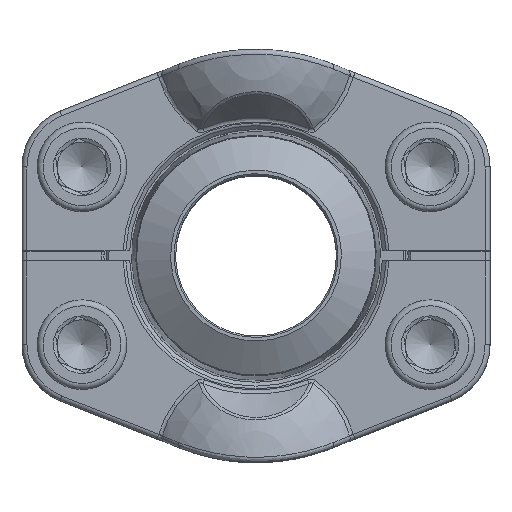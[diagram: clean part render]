
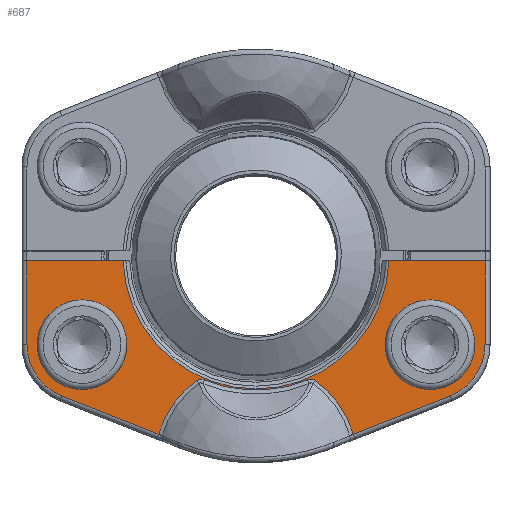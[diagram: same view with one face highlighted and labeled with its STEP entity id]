
A CAD part, top view. The second image highlights one B-rep face of the part: STEP entity #687.
In plain terms, the highlighted planar face has unit normal (0, 0, 1).
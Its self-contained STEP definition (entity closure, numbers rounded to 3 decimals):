
#378=B_SPLINE_CURVE_WITH_KNOTS('',3,(#4901,#4902,#4903,#4904,#4905,#4906,
#4907,#4908,#4909,#4910,#4911,#4912,#4913),.UNSPECIFIED.,.F.,.F.,(4,3,3,
3,4),(0.,0.075,0.386,0.693,1.),
 .UNSPECIFIED.);
#379=B_SPLINE_CURVE_WITH_KNOTS('',3,(#4917,#4918,#4919,#4920,#4921,#4922,
#4923,#4924,#4925,#4926),.UNSPECIFIED.,.F.,.F.,(4,3,3,4),(0.,0.278,
0.641,1.),.UNSPECIFIED.);
#452=FACE_BOUND('',#1106,.T.);
#453=FACE_BOUND('',#1107,.T.);
#454=FACE_BOUND('',#1108,.T.);
#637=PLANE('',#3376);
#687=ADVANCED_FACE('',(#452,#453,#454),#637,.F.);
#1106=EDGE_LOOP('',(#1678));
#1107=EDGE_LOOP('',(#1679));
#1108=EDGE_LOOP('',(#1680,#1681,#1682,#1683,#1684,#1685,#1686,#1687,#1688,
#1689,#1690,#1691,#1692,#1693));
#1425=CIRCLE('',#3368,7.6);
#1426=CIRCLE('',#3369,7.6);
#1427=CIRCLE('',#3370,11.05);
#1428=CIRCLE('',#3371,20.329);
#1429=CIRCLE('',#3372,26.957);
#1430=CIRCLE('',#3373,20.329);
#1431=CIRCLE('',#3374,11.05);
#1432=CIRCLE('',#3375,26.731);
#1678=ORIENTED_EDGE('',*,*,#2775,.T.);
#1679=ORIENTED_EDGE('',*,*,#2776,.T.);
#1680=ORIENTED_EDGE('',*,*,#2777,.F.);
#1681=ORIENTED_EDGE('',*,*,#2778,.T.);
#1682=ORIENTED_EDGE('',*,*,#2779,.T.);
#1683=ORIENTED_EDGE('',*,*,#2780,.T.);
#1684=ORIENTED_EDGE('',*,*,#2781,.F.);
#1685=ORIENTED_EDGE('',*,*,#2782,.F.);
#1686=ORIENTED_EDGE('',*,*,#2783,.T.);
#1687=ORIENTED_EDGE('',*,*,#2784,.F.);
#1688=ORIENTED_EDGE('',*,*,#2785,.F.);
#1689=ORIENTED_EDGE('',*,*,#2786,.T.);
#1690=ORIENTED_EDGE('',*,*,#2787,.T.);
#1691=ORIENTED_EDGE('',*,*,#2788,.T.);
#1692=ORIENTED_EDGE('',*,*,#2789,.F.);
#1693=ORIENTED_EDGE('',*,*,#2790,.T.);
#2500=VERTEX_POINT('',#4887);
#2501=VERTEX_POINT('',#4889);
#2502=VERTEX_POINT('',#4891);
#2503=VERTEX_POINT('',#4892);
#2504=VERTEX_POINT('',#4894);
#2505=VERTEX_POINT('',#4896);
#2506=VERTEX_POINT('',#4898);
#2507=VERTEX_POINT('',#4900);
#2508=VERTEX_POINT('',#4914);
#2509=VERTEX_POINT('',#4916);
#2510=VERTEX_POINT('',#4927);
#2511=VERTEX_POINT('',#4929);
#2512=VERTEX_POINT('',#4931);
#2513=VERTEX_POINT('',#4933);
#2514=VERTEX_POINT('',#4935);
#2515=VERTEX_POINT('',#4937);
#2775=EDGE_CURVE('',#2500,#2500,#1425,.T.);
#2776=EDGE_CURVE('',#2501,#2501,#1426,.T.);
#2777=EDGE_CURVE('',#2502,#2503,#3184,.T.);
#2778=EDGE_CURVE('',#2502,#2504,#3185,.T.);
#2779=EDGE_CURVE('',#2504,#2505,#1427,.T.);
#2780=EDGE_CURVE('',#2505,#2506,#3186,.T.);
#2781=EDGE_CURVE('',#2507,#2506,#1428,.T.);
#2782=EDGE_CURVE('',#2508,#2507,#378,.T.);
#2783=EDGE_CURVE('',#2508,#2509,#1429,.T.);
#2784=EDGE_CURVE('',#2510,#2509,#379,.T.);
#2785=EDGE_CURVE('',#2511,#2510,#1430,.T.);
#2786=EDGE_CURVE('',#2511,#2512,#3187,.T.);
#2787=EDGE_CURVE('',#2512,#2513,#1431,.T.);
#2788=EDGE_CURVE('',#2513,#2514,#3188,.T.);
#2789=EDGE_CURVE('',#2515,#2514,#3189,.T.);
#2790=EDGE_CURVE('',#2515,#2503,#1432,.T.);
#3184=LINE('',#4890,#3278);
#3185=LINE('',#4893,#3279);
#3186=LINE('',#4897,#3280);
#3187=LINE('',#4930,#3281);
#3188=LINE('',#4934,#3282);
#3189=LINE('',#4936,#3283);
#3278=VECTOR('',#3855,1.);
#3279=VECTOR('',#3856,1.);
#3280=VECTOR('',#3859,1.);
#3281=VECTOR('',#3866,1.);
#3282=VECTOR('',#3869,1.);
#3283=VECTOR('',#3870,1.);
#3368=AXIS2_PLACEMENT_3D('',#4886,#3851,#3852);
#3369=AXIS2_PLACEMENT_3D('',#4888,#3853,#3854);
#3370=AXIS2_PLACEMENT_3D('',#4895,#3857,#3858);
#3371=AXIS2_PLACEMENT_3D('',#4899,#3860,#3861);
#3372=AXIS2_PLACEMENT_3D('',#4915,#3862,#3863);
#3373=AXIS2_PLACEMENT_3D('',#4928,#3864,#3865);
#3374=AXIS2_PLACEMENT_3D('',#4932,#3867,#3868);
#3375=AXIS2_PLACEMENT_3D('',#4938,#3871,#3872);
#3376=AXIS2_PLACEMENT_3D('',#4939,#3873,#3874);
#3851=DIRECTION('',(0.,0.,-1.));
#3852=DIRECTION('',(-1.,0.,0.));
#3853=DIRECTION('',(0.,0.,-1.));
#3854=DIRECTION('',(-1.,0.,0.));
#3855=DIRECTION('',(-1.,0.,0.));
#3856=DIRECTION('',(0.,1.,0.));
#3857=DIRECTION('',(0.,0.,1.));
#3858=DIRECTION('',(-1.,0.,0.));
#3859=DIRECTION('',(-0.93,0.368,0.));
#3860=DIRECTION('',(0.,0.,1.));
#3861=DIRECTION('',(-1.,0.,0.));
#3862=DIRECTION('',(0.,0.,1.));
#3863=DIRECTION('',(-1.,0.,0.));
#3864=DIRECTION('',(0.,0.,1.));
#3865=DIRECTION('',(-1.,0.,0.));
#3866=DIRECTION('',(-0.93,-0.368,0.));
#3867=DIRECTION('',(0.,0.,1.));
#3868=DIRECTION('',(-1.,0.,0.));
#3869=DIRECTION('',(0.,-1.,0.));
#3870=DIRECTION('',(-1.,0.,0.));
#3871=DIRECTION('',(0.,0.,-1.));
#3872=DIRECTION('',(-1.,0.,0.));
#3873=DIRECTION('',(0.,0.,-1.));
#3874=DIRECTION('',(-1.,0.,0.));
#4886=CARTESIAN_POINT('',(34.95,17.85,16.));
#4887=CARTESIAN_POINT('',(27.35,17.85,16.));
#4888=CARTESIAN_POINT('',(-34.95,17.85,16.));
#4889=CARTESIAN_POINT('',(-42.55,17.85,16.));
#4890=CARTESIAN_POINT('',(34.95,1.,16.));
#4891=CARTESIAN_POINT('',(46.,1.,16.));
#4892=CARTESIAN_POINT('',(26.713,1.,16.));
#4893=CARTESIAN_POINT('',(46.,17.85,16.));
#4894=CARTESIAN_POINT('',(46.,17.85,16.));
#4895=CARTESIAN_POINT('',(34.95,17.85,16.));
#4896=CARTESIAN_POINT('',(39.013,28.126,16.));
#4897=CARTESIAN_POINT('',(18.967,36.052,16.));
#4898=CARTESIAN_POINT('',(19.522,35.832,16.));
#4899=CARTESIAN_POINT('',(0.,41.5,16.));
#4900=CARTESIAN_POINT('',(11.936,25.044,16.));
#4901=CARTESIAN_POINT('',(10.335,24.898,16.));
#4902=CARTESIAN_POINT('',(10.374,24.881,16.));
#4903=CARTESIAN_POINT('',(10.413,24.866,16.));
#4904=CARTESIAN_POINT('',(10.453,24.853,16.));
#4905=CARTESIAN_POINT('',(10.617,24.796,16.));
#4906=CARTESIAN_POINT('',(10.791,24.761,16.));
#4907=CARTESIAN_POINT('',(10.965,24.754,16.));
#4908=CARTESIAN_POINT('',(11.136,24.746,16.));
#4909=CARTESIAN_POINT('',(11.311,24.767,16.));
#4910=CARTESIAN_POINT('',(11.475,24.816,16.));
#4911=CARTESIAN_POINT('',(11.64,24.865,16.));
#4912=CARTESIAN_POINT('',(11.797,24.944,16.));
#4913=CARTESIAN_POINT('',(11.936,25.044,16.));
#4914=CARTESIAN_POINT('',(10.335,24.898,16.));
#4915=CARTESIAN_POINT('',(0.,0.,16.));
#4916=CARTESIAN_POINT('',(-10.335,24.898,16.));
#4917=CARTESIAN_POINT('',(-11.936,25.044,16.));
#4918=CARTESIAN_POINT('',(-11.81,24.953,16.));
#4919=CARTESIAN_POINT('',(-11.668,24.88,16.));
#4920=CARTESIAN_POINT('',(-11.52,24.83,16.));
#4921=CARTESIAN_POINT('',(-11.329,24.767,16.));
#4922=CARTESIAN_POINT('',(-11.121,24.742,16.));
#4923=CARTESIAN_POINT('',(-10.919,24.756,16.));
#4924=CARTESIAN_POINT('',(-10.719,24.77,16.));
#4925=CARTESIAN_POINT('',(-10.52,24.821,16.));
#4926=CARTESIAN_POINT('',(-10.335,24.898,16.));
#4927=CARTESIAN_POINT('',(-11.936,25.044,16.));
#4928=CARTESIAN_POINT('',(0.,41.5,16.));
#4929=CARTESIAN_POINT('',(-19.522,35.832,16.));
#4930=CARTESIAN_POINT('',(-39.013,28.126,16.));
#4931=CARTESIAN_POINT('',(-39.013,28.126,16.));
#4932=CARTESIAN_POINT('',(-34.95,17.85,16.));
#4933=CARTESIAN_POINT('',(-46.,17.85,16.));
#4934=CARTESIAN_POINT('',(-46.,-17.85,16.));
#4935=CARTESIAN_POINT('',(-46.,1.,16.));
#4936=CARTESIAN_POINT('',(34.95,1.,16.));
#4937=CARTESIAN_POINT('',(-26.713,1.,16.));
#4938=CARTESIAN_POINT('',(0.,0.,16.));
#4939=CARTESIAN_POINT('',(34.95,-17.85,16.));
